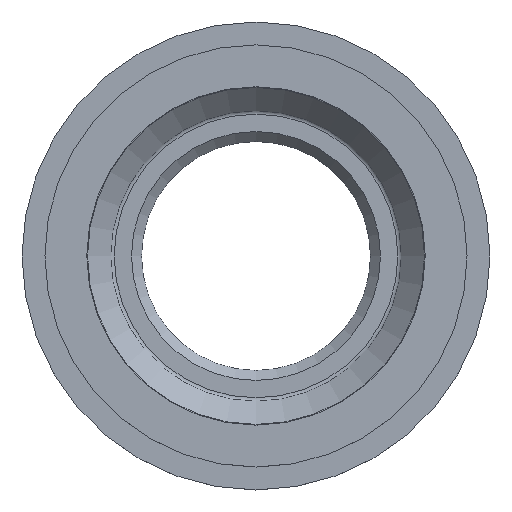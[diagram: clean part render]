
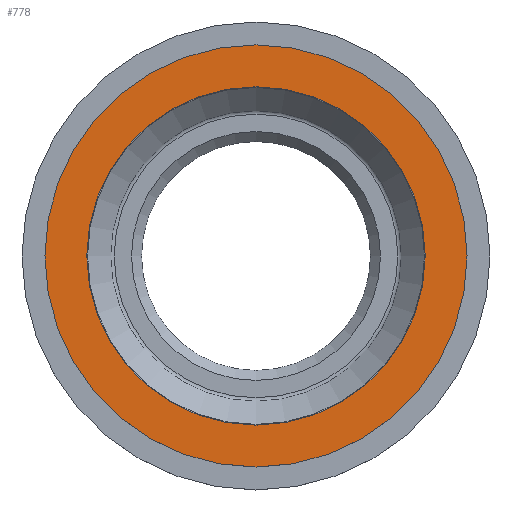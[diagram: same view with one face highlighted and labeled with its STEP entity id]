
A CAD part, top view. The second image highlights one B-rep face of the part: STEP entity #778.
In plain terms, the highlighted planar face has unit normal (0, 0, 1).
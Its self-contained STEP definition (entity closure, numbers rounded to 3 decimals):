
#42=FACE_BOUND('',#252,.T.);
#54=PLANE('',#847);
#200=FACE_OUTER_BOUND('',#251,.T.);
#251=EDGE_LOOP('',(#554));
#252=EDGE_LOOP('',(#555));
#312=CIRCLE('',#842,33.983);
#316=CIRCLE('',#848,42.4);
#357=VERTEX_POINT('',#1186);
#360=VERTEX_POINT('',#1196);
#432=EDGE_CURVE('',#357,#357,#312,.T.);
#437=EDGE_CURVE('',#360,#360,#316,.T.);
#554=ORIENTED_EDGE('',*,*,#437,.F.);
#555=ORIENTED_EDGE('',*,*,#432,.F.);
#778=ADVANCED_FACE('',(#200,#42),#54,.T.);
#842=AXIS2_PLACEMENT_3D('',#1187,#941,#942);
#847=AXIS2_PLACEMENT_3D('',#1195,#952,#953);
#848=AXIS2_PLACEMENT_3D('',#1197,#954,#955);
#941=DIRECTION('center_axis',(0.,0.,1.));
#942=DIRECTION('ref_axis',(1.,0.,0.));
#952=DIRECTION('center_axis',(0.,0.,1.));
#953=DIRECTION('ref_axis',(1.,0.,0.));
#954=DIRECTION('center_axis',(0.,0.,-1.));
#955=DIRECTION('ref_axis',(1.,0.,0.));
#1186=CARTESIAN_POINT('',(33.983,0.,8.));
#1187=CARTESIAN_POINT('Origin',(0.,0.,8.));
#1195=CARTESIAN_POINT('Origin',(-42.4,0.,8.));
#1196=CARTESIAN_POINT('',(42.4,0.,8.));
#1197=CARTESIAN_POINT('Origin',(0.,0.,8.));
